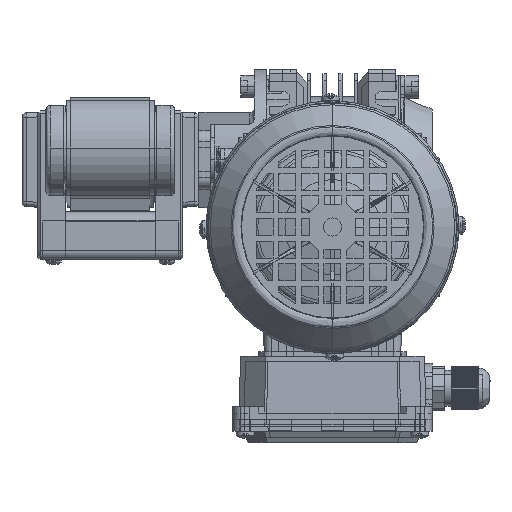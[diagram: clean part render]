
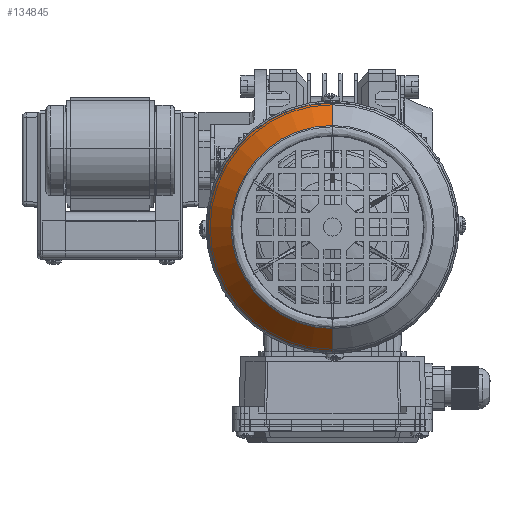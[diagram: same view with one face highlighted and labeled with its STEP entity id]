
A CAD part, top view. The second image highlights one B-rep face of the part: STEP entity #134845.
In plain terms, the highlighted conical face has half-angle 43.036 degrees and reference radius 54.8 mm.
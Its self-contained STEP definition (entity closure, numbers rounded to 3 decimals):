
#3021 = EDGE_CURVE ( 'NONE', #88706, #111568, #169011, .T. ) ;
#7432 = EDGE_LOOP ( 'NONE', ( #62290, #119275, #109212, #118031 ) ) ;
#10707 = CARTESIAN_POINT ( 'NONE',  ( 118.1, -30., 104.315 ) ) ;
#23168 = LINE ( 'NONE', #183810, #153199 ) ;
#30048 = CARTESIAN_POINT ( 'NONE',  ( 118.161, 14.839, 114.984 ) ) ;
#31321 = DIRECTION ( 'NONE',  ( 0.001, 1., 0. ) ) ;
#33110 = CARTESIAN_POINT ( 'NONE',  ( 118.039, -74.839, 114.984 ) ) ;
#42380 = EDGE_CURVE ( 'NONE', #173895, #88706, #23168, .T. ) ;
#46498 = VECTOR ( 'NONE', #173959, 1000. ) ;
#46573 = AXIS2_PLACEMENT_3D ( 'NONE', #160145, #77408, #31321 ) ;
#51667 = AXIS2_PLACEMENT_3D ( 'NONE', #144501, #157639, #73090 ) ;
#53418 = EDGE_CURVE ( 'NONE', #173895, #161206, #184615, .T. ) ;
#58890 = FACE_OUTER_BOUND ( 'NONE', #7432, .T. ) ;
#62290 = ORIENTED_EDGE ( 'NONE', *, *, #42380, .F. ) ;
#73090 = DIRECTION ( 'NONE',  ( 0.001, 1., 0. ) ) ;
#73460 = LINE ( 'NONE', #102545, #46498 ) ;
#77408 = DIRECTION ( 'NONE',  ( 0., 0., -1. ) ) ;
#87828 = EDGE_CURVE ( 'NONE', #161206, #111568, #73460, .T. ) ;
#88706 = VERTEX_POINT ( 'NONE', #146954 ) ;
#90792 = CONICAL_SURFACE ( 'NONE', #51667, 54.8, 0.751 ) ;
#102545 = CARTESIAN_POINT ( 'NONE',  ( 118.174, 24.8, 104.315 ) ) ;
#109212 = ORIENTED_EDGE ( 'NONE', *, *, #87828, .T. ) ;
#111568 = VERTEX_POINT ( 'NONE', #157909 ) ;
#118031 = ORIENTED_EDGE ( 'NONE', *, *, #3021, .F. ) ;
#119275 = ORIENTED_EDGE ( 'NONE', *, *, #53418, .T. ) ;
#125378 = DIRECTION ( 'NONE',  ( 0.001, 1., 0. ) ) ;
#134845 = ADVANCED_FACE ( 'NONE', ( #58890 ), #90792, .T. ) ;
#135832 = AXIS2_PLACEMENT_3D ( 'NONE', #10707, #183648, #125378 ) ;
#144501 = CARTESIAN_POINT ( 'NONE',  ( 118.1, -30., 104.315 ) ) ;
#146954 = CARTESIAN_POINT ( 'NONE',  ( 118.026, -84.8, 104.315 ) ) ;
#153199 = VECTOR ( 'NONE', #154695, 1000. ) ;
#154695 = DIRECTION ( 'NONE',  ( -0.001, -0.682, -0.731 ) ) ;
#157639 = DIRECTION ( 'NONE',  ( 0., 0., -1. ) ) ;
#157909 = CARTESIAN_POINT ( 'NONE',  ( 118.174, 24.8, 104.315 ) ) ;
#160145 = CARTESIAN_POINT ( 'NONE',  ( 118.1, -30., 114.984 ) ) ;
#161206 = VERTEX_POINT ( 'NONE', #30048 ) ;
#169011 = CIRCLE ( 'NONE', #135832, 54.8 ) ;
#173895 = VERTEX_POINT ( 'NONE', #33110 ) ;
#173959 = DIRECTION ( 'NONE',  ( 0.001, 0.682, -0.731 ) ) ;
#183648 = DIRECTION ( 'NONE',  ( 0., 0., -1. ) ) ;
#183810 = CARTESIAN_POINT ( 'NONE',  ( 118.026, -84.8, 104.315 ) ) ;
#184615 = CIRCLE ( 'NONE', #46573, 44.839 ) ;
